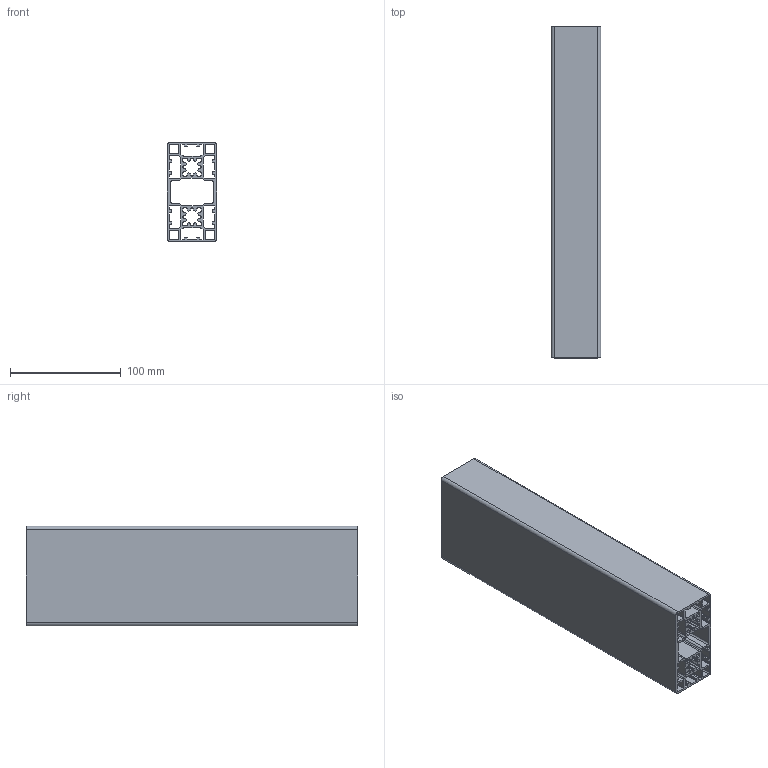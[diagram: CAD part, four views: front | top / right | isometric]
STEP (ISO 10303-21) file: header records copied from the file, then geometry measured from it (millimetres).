
FILE_DESCRIPTION (( 'STEP AP214' ), '1' );
FILE_NAME ('1728140228833.step', '2024-10-05T14:57:32', ( 'Windows User' ), ( '' ), 'SwSTEP 2.0', 'SolidWorks 2011', '' );
FILE_SCHEMA (( 'AUTOMOTIVE_DESIGN' ));
Length unit declared in the file: millimetre
Products named in the file (2): 1.11.045090.04LPx300.00(1); 1728140228833
Assembly tree (1 placements, depth 2):
  1728140228833
    1.11.045090.04LPx300.00(1)
Bounding box: 45 x 300 x 90 mm (x, y, z)
Volume: 371092.7 mm3; surface area: 336526.9 mm2
Topology: 1 solids, 1 shells, 362 faces, 1080 edges, 720 vertices
Faces by surface type: plane 190, cylinder 172
Entity records: 12366 total; most frequent: CARTESIAN_POINT 2166, ORIENTED_EDGE 2160, DIRECTION 2156, EDGE_CURVE 1080, LINE 736, VECTOR 736, VERTEX_POINT 720, AXIS2_PLACEMENT_3D 710
